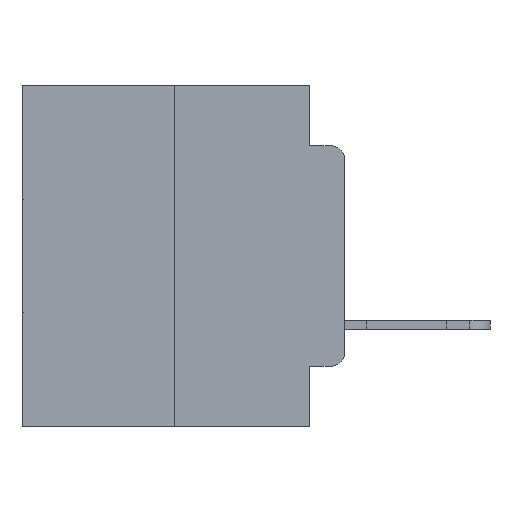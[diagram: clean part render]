
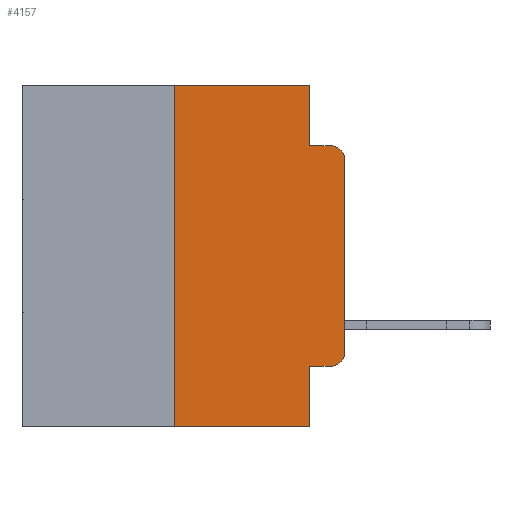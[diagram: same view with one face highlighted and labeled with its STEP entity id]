
A CAD part, left-side view. The second image highlights one B-rep face of the part: STEP entity #4157.
In plain terms, the highlighted planar face has unit normal (-1, 0, 0).
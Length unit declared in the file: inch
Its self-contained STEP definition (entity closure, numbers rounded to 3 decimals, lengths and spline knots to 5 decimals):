
#261 = VERTEX_POINT ( 'NONE', #6568 ) ;
#369 = CARTESIAN_POINT ( 'NONE',  ( 0., 0.051, -0.4115 ) ) ;
#808 = CARTESIAN_POINT ( 'NONE',  ( 0., 0.02, -0.0885 ) ) ;
#1450 = AXIS2_PLACEMENT_3D ( 'NONE', #2150, #2416, #14831 ) ;
#2000 = ORIENTED_EDGE ( 'NONE', *, *, #15978, .T. ) ;
#2150 = CARTESIAN_POINT ( 'NONE',  ( 0., 0.02, -0.1085 ) ) ;
#2369 = ORIENTED_EDGE ( 'NONE', *, *, #19971, .T. ) ;
#2416 = DIRECTION ( 'NONE',  ( -1., 0., 0. ) ) ;
#2734 = LINE ( 'NONE', #7867, #24456 ) ;
#3030 = VERTEX_POINT ( 'NONE', #25888 ) ;
#3497 = DIRECTION ( 'NONE',  ( 0., 0., -1. ) ) ;
#3557 = DIRECTION ( 'NONE',  ( -1., 0., 0. ) ) ;
#3564 = CARTESIAN_POINT ( 'NONE',  ( 0., 0.02, -0.3915 ) ) ;
#3609 = CARTESIAN_POINT ( 'NONE',  ( 0., 0.051, 0. ) ) ;
#4157 = ADVANCED_FACE ( 'NONE', ( #8364 ), #26722, .F. ) ;
#4196 = DIRECTION ( 'NONE',  ( 0., 0., -1. ) ) ;
#4231 = LINE ( 'NONE', #14550, #15207 ) ;
#4266 = VECTOR ( 'NONE', #4196, 39.37008 ) ;
#4878 = CIRCLE ( 'NONE', #12330, 0.02 ) ;
#5006 = VECTOR ( 'NONE', #20573, 39.37008 ) ;
#5057 = ORIENTED_EDGE ( 'NONE', *, *, #15107, .F. ) ;
#5422 = ORIENTED_EDGE ( 'NONE', *, *, #17331, .F. ) ;
#5555 = DIRECTION ( 'NONE',  ( 0., -1., 0. ) ) ;
#5602 = ORIENTED_EDGE ( 'NONE', *, *, #10982, .F. ) ;
#5857 = ORIENTED_EDGE ( 'NONE', *, *, #10499, .F. ) ;
#6005 = CARTESIAN_POINT ( 'NONE',  ( 0., 0.051, -0.0885 ) ) ;
#6041 = ORIENTED_EDGE ( 'NONE', *, *, #10117, .T. ) ;
#6263 = VERTEX_POINT ( 'NONE', #20244 ) ;
#6568 = CARTESIAN_POINT ( 'NONE',  ( 0., 0., -0.1085 ) ) ;
#6648 = ORIENTED_EDGE ( 'NONE', *, *, #10341, .F. ) ;
#6822 = ORIENTED_EDGE ( 'NONE', *, *, #12417, .T. ) ;
#7010 = ORIENTED_EDGE ( 'NONE', *, *, #8103, .T. ) ;
#7129 = DIRECTION ( 'NONE',  ( 0., -1., 0. ) ) ;
#7867 = CARTESIAN_POINT ( 'NONE',  ( 0., 0.473, 0. ) ) ;
#7891 = LINE ( 'NONE', #26605, #19021 ) ;
#7908 = VERTEX_POINT ( 'NONE', #19269 ) ;
#8103 = EDGE_CURVE ( 'NONE', #3030, #7908, #4878, .T. ) ;
#8364 = FACE_OUTER_BOUND ( 'NONE', #26703, .T. ) ;
#9420 = DIRECTION ( 'NONE',  ( 0., -1., 0. ) ) ;
#9452 = VERTEX_POINT ( 'NONE', #18378 ) ;
#9516 = CARTESIAN_POINT ( 'NONE',  ( 0., 0.051, -0.4115 ) ) ;
#9931 = LINE ( 'NONE', #17289, #20205 ) ;
#10117 = EDGE_CURVE ( 'NONE', #26737, #6263, #25722, .T. ) ;
#10288 = LINE ( 'NONE', #3609, #4266 ) ;
#10341 = EDGE_CURVE ( 'NONE', #15448, #6263, #9931, .T. ) ;
#10499 = EDGE_CURVE ( 'NONE', #26737, #21495, #4231, .T. ) ;
#10911 = CARTESIAN_POINT ( 'NONE',  ( 0., 0.25, 0. ) ) ;
#10982 = EDGE_CURVE ( 'NONE', #21495, #14805, #2734, .T. ) ;
#11116 = VECTOR ( 'NONE', #9420, 39.37008 ) ;
#11415 = CARTESIAN_POINT ( 'NONE',  ( 0., 0.051, 0. ) ) ;
#11561 = VERTEX_POINT ( 'NONE', #808 ) ;
#11664 = AXIS2_PLACEMENT_3D ( 'NONE', #23132, #22065, #21885 ) ;
#12330 = AXIS2_PLACEMENT_3D ( 'NONE', #3564, #3557, #3497 ) ;
#12417 = EDGE_CURVE ( 'NONE', #15448, #3030, #27030, .T. ) ;
#12790 = CIRCLE ( 'NONE', #1450, 0.02 ) ;
#13606 = CARTESIAN_POINT ( 'NONE',  ( 0., 0.25, -0.5 ) ) ;
#14297 = DIRECTION ( 'NONE',  ( 0., 0., 1. ) ) ;
#14550 = CARTESIAN_POINT ( 'NONE',  ( 0., 0.25, 0. ) ) ;
#14805 = VERTEX_POINT ( 'NONE', #11415 ) ;
#14831 = DIRECTION ( 'NONE',  ( 0., 0., -1. ) ) ;
#15107 = EDGE_CURVE ( 'NONE', #9452, #11561, #19074, .T. ) ;
#15207 = VECTOR ( 'NONE', #14297, 39.37008 ) ;
#15448 = VERTEX_POINT ( 'NONE', #369 ) ;
#15978 = EDGE_CURVE ( 'NONE', #7908, #261, #7891, .T. ) ;
#17289 = CARTESIAN_POINT ( 'NONE',  ( 0., 0.051, 0. ) ) ;
#17331 = EDGE_CURVE ( 'NONE', #14805, #9452, #10288, .T. ) ;
#17367 = DIRECTION ( 'NONE',  ( 0., 0., -1. ) ) ;
#18378 = CARTESIAN_POINT ( 'NONE',  ( 0., 0.051, -0.0885 ) ) ;
#18467 = VECTOR ( 'NONE', #5555, 39.37008 ) ;
#19021 = VECTOR ( 'NONE', #26123, 39.37008 ) ;
#19074 = LINE ( 'NONE', #6005, #18467 ) ;
#19269 = CARTESIAN_POINT ( 'NONE',  ( 0., 0., -0.3915 ) ) ;
#19971 = EDGE_CURVE ( 'NONE', #261, #11561, #12790, .T. ) ;
#20205 = VECTOR ( 'NONE', #17367, 39.37008 ) ;
#20244 = CARTESIAN_POINT ( 'NONE',  ( 0., 0.051, -0.5 ) ) ;
#20545 = CARTESIAN_POINT ( 'NONE',  ( 0., 0.473, -0.5 ) ) ;
#20573 = DIRECTION ( 'NONE',  ( 0., -1., 0. ) ) ;
#21495 = VERTEX_POINT ( 'NONE', #10911 ) ;
#21885 = DIRECTION ( 'NONE',  ( 0., 0., -1. ) ) ;
#22065 = DIRECTION ( 'NONE',  ( 1., 0., 0. ) ) ;
#23132 = CARTESIAN_POINT ( 'NONE',  ( 0., 0.473, 0. ) ) ;
#24456 = VECTOR ( 'NONE', #7129, 39.37008 ) ;
#25722 = LINE ( 'NONE', #20545, #5006 ) ;
#25888 = CARTESIAN_POINT ( 'NONE',  ( 0., 0.02, -0.4115 ) ) ;
#26123 = DIRECTION ( 'NONE',  ( 0., 0., 1. ) ) ;
#26605 = CARTESIAN_POINT ( 'NONE',  ( 0., 0., 0. ) ) ;
#26703 = EDGE_LOOP ( 'NONE', ( #2000, #2369, #5057, #5422, #5602, #5857, #6041, #6648, #6822, #7010 ) ) ;
#26722 = PLANE ( 'NONE',  #11664 ) ;
#26737 = VERTEX_POINT ( 'NONE', #13606 ) ;
#27030 = LINE ( 'NONE', #9516, #11116 ) ;
